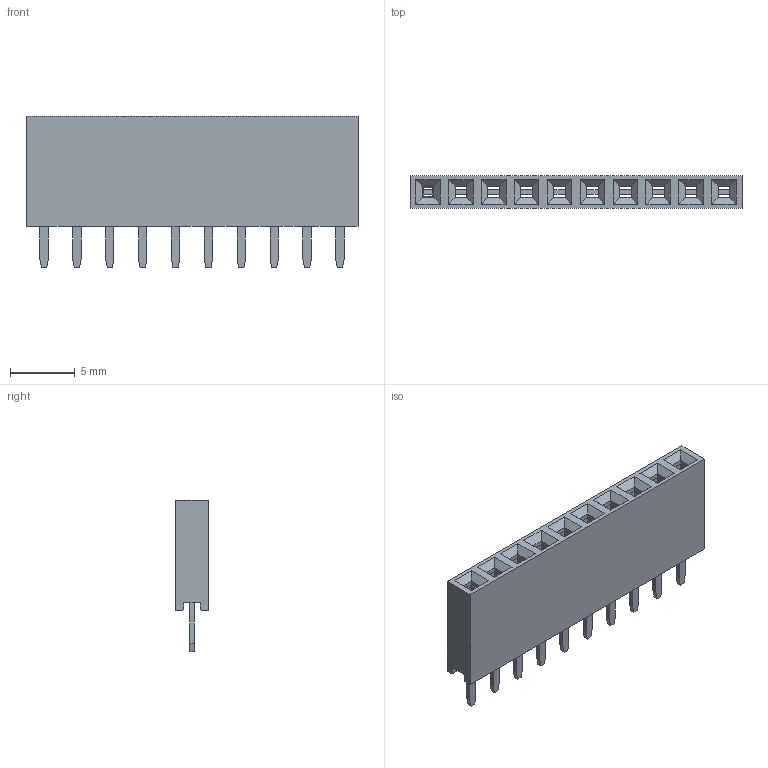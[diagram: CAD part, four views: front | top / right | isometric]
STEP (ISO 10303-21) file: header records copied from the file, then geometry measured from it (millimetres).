
FILE_DESCRIPTION(('FreeCAD Model'),'2;1');
FILE_NAME('1.step', '2017-03-03T23:01:21',('Author'),(''), 'Open CASCADE STEP processor 6.8','FreeCAD','Unknown');
FILE_SCHEMA(('AUTOMOTIVE_DESIGN_CC2 { 1 2 10303 214 -1 1 5 4 }'));
Length unit declared in the file: millimetre
Products named in the file (2): ASSEMBLY; 1
Assembly tree (1 placements, depth 2):
  ASSEMBLY
    1
Bounding box: 25.65 x 2.5 x 11.7 mm (x, y, z)
Volume: 237.7 mm3; surface area: 1343.6 mm2
Topology: 1 solids, 1 shells, 352 faces, 998 edges, 640 vertices
Faces by surface type: plane 310, cylinder 42
Entity records: 30410 total; most frequent: CARTESIAN_POINT 8032, DIRECTION 3616, LINE 2658, VECTOR 2658, ORIENTED_EDGE 1996, PCURVE 1996, DEFINITIONAL_REPRESENTATION 1996, EDGE_CURVE 998
